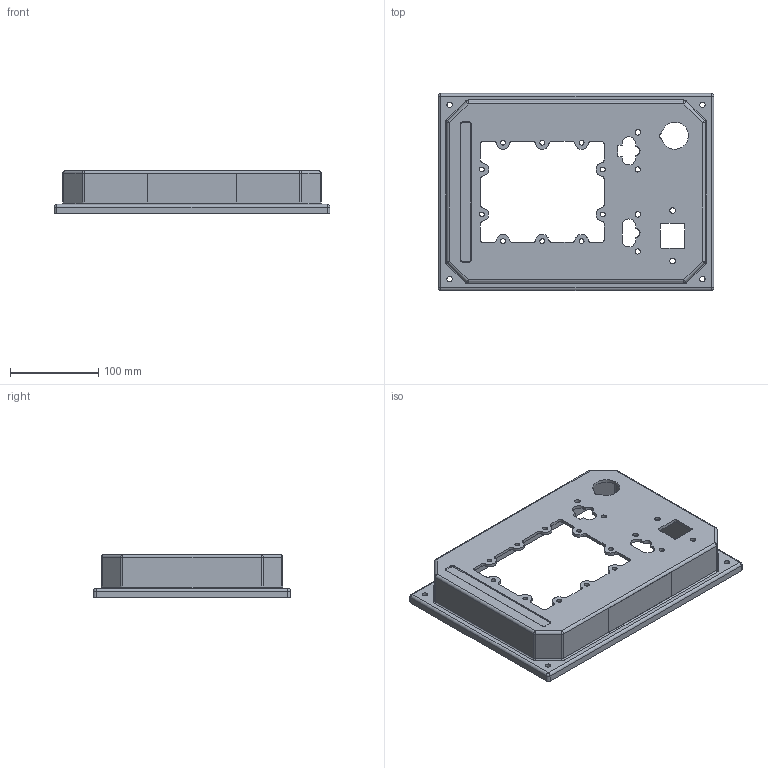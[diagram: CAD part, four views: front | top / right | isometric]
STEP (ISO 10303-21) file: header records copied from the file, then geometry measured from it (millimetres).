
FILE_DESCRIPTION(/* description */ ('','CAx-IF Rec.Pracs.---Geometric and Assembly Validation Properties---4.4--2015-08-17','CAx-IF Rec.Pracs.---Representation and Presentation of Product Manufacturing Information (PMI)---4.0.9---2020-12-09','CAx-IF Rec.Pracs.---User Defined Attributes---1.8---2021-02-18','CAx-IF Rec.Pracs.---3D Tessellated Geometry---1.0---2015-12-17','CAx-IF Rec.Pracs.---Model Styling and Organization---1.6---2018-08-17'),/* implementation_level */ '2;1');
FILE_NAME(/* name */ 'nist_stc_08-242.stp',/* time_stamp */ '2024-02-02T19:13:38+09:00',/* author */ (''),/* organization */ (''),/* preprocessor_version */ '',/* originating_system */ '',/* authorisation */ '');
FILE_SCHEMA (('AP242_MANAGED_MODEL_BASED_3D_ENGINEERING_MIM_LF { 1 0 10303 442 4 1 4 }'));
Length unit declared in the file: millimetre
Products named in the file (1): NIST PMI STC 08 ASME1
Bounding box: 311.59 x 222.69 x 48.26 mm (x, y, z)
Volume: 503592.2 mm3; surface area: 195094.3 mm2
Topology: 1 solids, 2 shells, 271 faces, 857 edges, 717 vertices
Faces by surface type: cylinder 157, plane 82, sphere 20, torus 12
Entity records: 11460 total; most frequent: ORIENTED_EDGE 1414, STYLED_ITEM 1409, CARTESIAN_POINT 1290, AXIS2_PLACEMENT_3D 785, EDGE_CURVE 709, VECTOR 481, LINE 481, VERTEX_POINT 446
